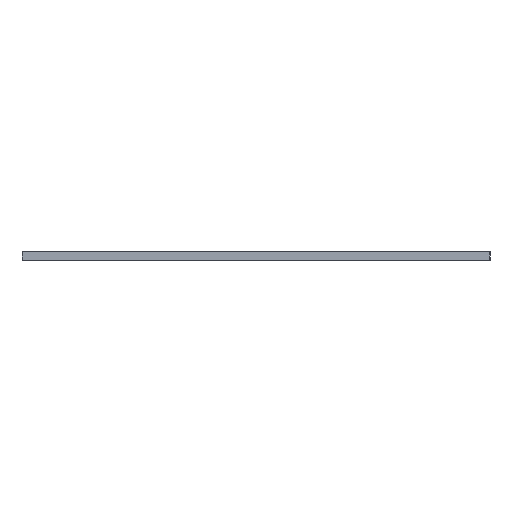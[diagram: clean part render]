
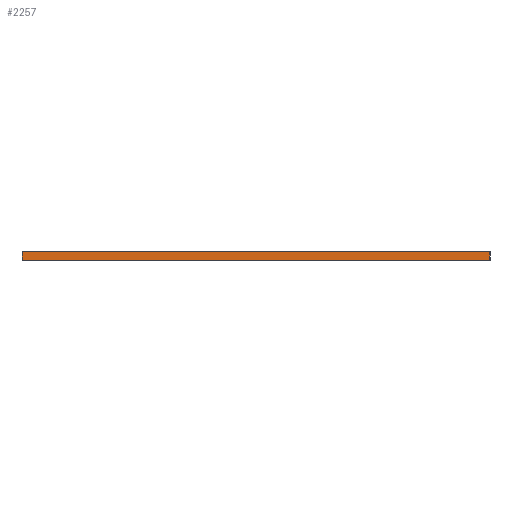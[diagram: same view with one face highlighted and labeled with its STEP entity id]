
A CAD part, left-side view. The second image highlights one B-rep face of the part: STEP entity #2257.
In plain terms, the highlighted planar face has unit normal (-1, 0, 0).
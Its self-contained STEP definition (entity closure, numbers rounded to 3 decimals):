
#9 = DIRECTION ( 'NONE',  ( -1., 0., 0. ) ) ;
#93 = AXIS2_PLACEMENT_3D ( 'NONE', #1785, #9, #1556 ) ;
#118 = CARTESIAN_POINT ( 'NONE',  ( -95.122, -72.122, 31.3 ) ) ;
#132 = CARTESIAN_POINT ( 'NONE',  ( -95.122, 70.822, 28.6 ) ) ;
#156 = CARTESIAN_POINT ( 'NONE',  ( -95.122, -72.122, -209.363 ) ) ;
#200 = EDGE_CURVE ( 'NONE', #937, #478, #1625, .T. ) ;
#282 = CARTESIAN_POINT ( 'NONE',  ( -95.122, 70.822, 28.6 ) ) ;
#468 = FACE_OUTER_BOUND ( 'NONE', #1001, .T. ) ;
#478 = VERTEX_POINT ( 'NONE', #1557 ) ;
#487 = CARTESIAN_POINT ( 'NONE',  ( -95.122, -72.122, 28.6 ) ) ;
#610 = LINE ( 'NONE', #2569, #2250 ) ;
#793 = DIRECTION ( 'NONE',  ( 0., 0., 1. ) ) ;
#914 = ORIENTED_EDGE ( 'NONE', *, *, #965, .T. ) ;
#937 = VERTEX_POINT ( 'NONE', #118 ) ;
#944 = EDGE_CURVE ( 'NONE', #1678, #478, #610, .T. ) ;
#965 = EDGE_CURVE ( 'NONE', #1678, #2275, #2145, .T. ) ;
#1001 = EDGE_LOOP ( 'NONE', ( #2474, #914, #1308, #1604 ) ) ;
#1203 = EDGE_CURVE ( 'NONE', #2275, #937, #1919, .T. ) ;
#1256 = VECTOR ( 'NONE', #1709, 1000. ) ;
#1308 = ORIENTED_EDGE ( 'NONE', *, *, #1203, .T. ) ;
#1345 = PLANE ( 'NONE',  #93 ) ;
#1427 = CARTESIAN_POINT ( 'NONE',  ( -95.122, 70.822, 31.3 ) ) ;
#1556 = DIRECTION ( 'NONE',  ( 0., 0., 1. ) ) ;
#1557 = CARTESIAN_POINT ( 'NONE',  ( -95.122, 70.822, 31.3 ) ) ;
#1604 = ORIENTED_EDGE ( 'NONE', *, *, #200, .T. ) ;
#1625 = LINE ( 'NONE', #1427, #1930 ) ;
#1678 = VERTEX_POINT ( 'NONE', #282 ) ;
#1709 = DIRECTION ( 'NONE',  ( 0., 0., 1. ) ) ;
#1711 = VECTOR ( 'NONE', #1910, 1000. ) ;
#1785 = CARTESIAN_POINT ( 'NONE',  ( -95.122, 70.822, -209.363 ) ) ;
#1854 = DIRECTION ( 'NONE',  ( 0., 1., 0. ) ) ;
#1910 = DIRECTION ( 'NONE',  ( 0., -1., 0. ) ) ;
#1919 = LINE ( 'NONE', #156, #1256 ) ;
#1930 = VECTOR ( 'NONE', #1854, 1000. ) ;
#2145 = LINE ( 'NONE', #132, #1711 ) ;
#2250 = VECTOR ( 'NONE', #793, 1000. ) ;
#2257 = ADVANCED_FACE ( 'NONE', ( #468 ), #1345, .T. ) ;
#2275 = VERTEX_POINT ( 'NONE', #487 ) ;
#2474 = ORIENTED_EDGE ( 'NONE', *, *, #944, .F. ) ;
#2569 = CARTESIAN_POINT ( 'NONE',  ( -95.122, 70.822, -209.363 ) ) ;
